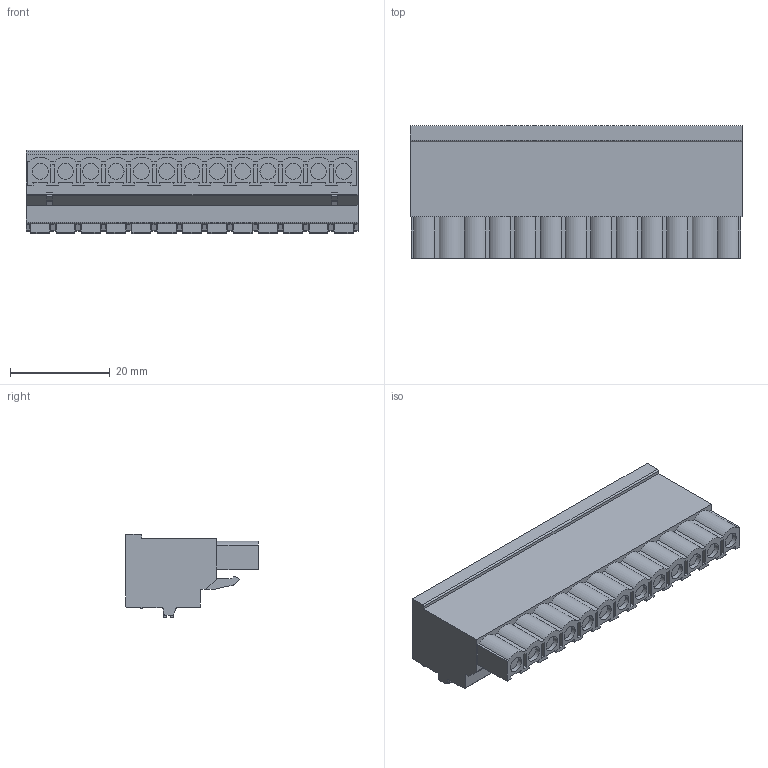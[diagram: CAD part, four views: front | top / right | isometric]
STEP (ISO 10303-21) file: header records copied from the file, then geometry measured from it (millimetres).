
FILE_DESCRIPTION((''),'2;1');
FILE_NAME('3333','2024-09-27T11:11:37',('tluser'),(''),'CREO PARAMETRIC BY PTC INC, 2018100','CREO PARAMETRIC BY PTC INC, 2018100','');
FILE_SCHEMA(('CONFIG_CONTROL_DESIGN'));
Length unit declared in the file: millimetre
Products named in the file (1): 3333
Bounding box: 66.66 x 26.6 x 16.71 mm (x, y, z)
Volume: 18429.4 mm3; surface area: 7587.2 mm2
Topology: 1 solids, 1 shells, 742 faces, 1917 edges, 1278 vertices
Faces by surface type: plane 502, cylinder 240
Entity records: 22639 total; most frequent: CARTESIAN_POINT 3937, DIRECTION 3881, ORIENTED_EDGE 3834, EDGE_CURVE 1917, VECTOR 1437, LINE 1437, VERTEX_POINT 1278, AXIS2_PLACEMENT_3D 1222
